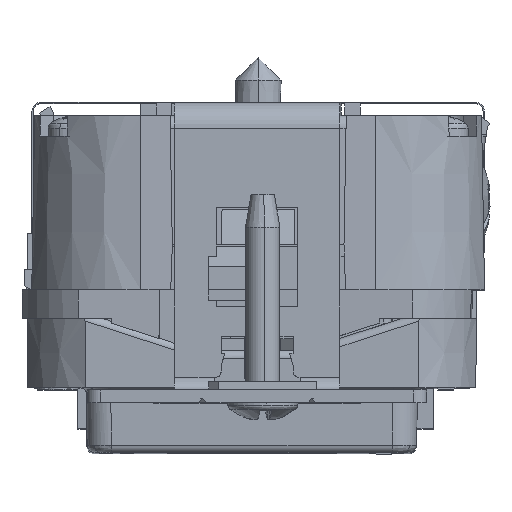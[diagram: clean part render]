
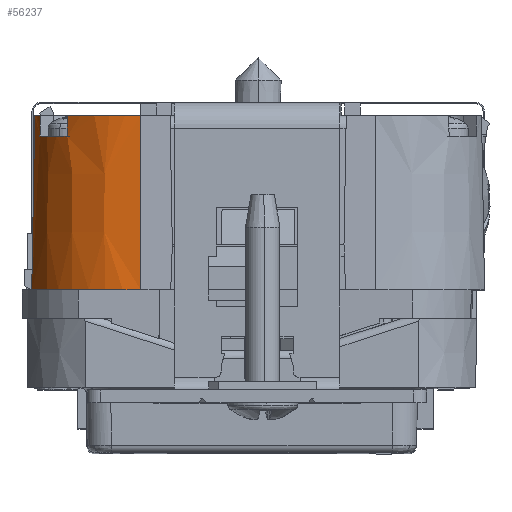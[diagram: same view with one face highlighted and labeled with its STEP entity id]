
A CAD part, top view. The second image highlights one B-rep face of the part: STEP entity #56237.
In plain terms, the highlighted conical face has half-angle 1 degrees and reference radius 10.706 mm.
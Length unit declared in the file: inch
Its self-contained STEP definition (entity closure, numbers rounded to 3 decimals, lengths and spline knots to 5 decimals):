
#3262 = EDGE_CURVE ( 'NONE', #137850, #99389, #147303, .T. ) ;
#3568 = CARTESIAN_POINT ( 'NONE',  ( -1.95362, 0.19293, 2.42571 ) ) ;
#3910 = CARTESIAN_POINT ( 'NONE',  ( -1.54362, 0.20029, 2.7493 ) ) ;
#4678 = DIRECTION ( 'NONE',  ( 0., 0., -1. ) ) ;
#5713 = AXIS2_PLACEMENT_3D ( 'NONE', #220169, #262521, #40014 ) ;
#9137 = ORIENTED_EDGE ( 'NONE', *, *, #258980, .T. ) ;
#14098 = DIRECTION ( 'NONE',  ( 0., 1., 0. ) ) ;
#15724 = VERTEX_POINT ( 'NONE', #23238 ) ;
#23238 = CARTESIAN_POINT ( 'NONE',  ( -1.93293, 0.19293, 2.48948 ) ) ;
#23817 = CIRCLE ( 'NONE', #298219, 0.43326 ) ;
#38094 = VERTEX_POINT ( 'NONE', #315267 ) ;
#39653 = EDGE_CURVE ( 'NONE', #143982, #180058, #126143, .T. ) ;
#40014 = DIRECTION ( 'NONE',  ( 0., 0., -1. ) ) ;
#46180 = CIRCLE ( 'NONE', #149463, 0.43326 ) ;
#48581 = DIRECTION ( 'NONE',  ( 0., 0., 1. ) ) ;
#55631 = CARTESIAN_POINT ( 'NONE',  ( -1.82792, 0.11293, 2.641 ) ) ;
#56237 = ADVANCED_FACE ( 'NONE', ( #85466 ), #324981, .T. ) ;
#64248 = AXIS2_PLACEMENT_3D ( 'NONE', #353711, #186869, #82678 ) ;
#71989 = CARTESIAN_POINT ( 'NONE',  ( -1.96539, -0.48107, 2.42709 ) ) ;
#72647 = ORIENTED_EDGE ( 'NONE', *, *, #184605, .T. ) ;
#82678 = DIRECTION ( 'NONE',  ( 0., 0., -1. ) ) ;
#85466 = FACE_OUTER_BOUND ( 'NONE', #181857, .T. ) ;
#88227 = EDGE_CURVE ( 'NONE', #171993, #295853, #23817, .T. ) ;
#91417 = CARTESIAN_POINT ( 'NONE',  ( -1.95754, -0.03174, 2.42617 ) ) ;
#93045 = B_SPLINE_CURVE_WITH_KNOTS ( 'NONE', 3,
 ( #341849, #280926, #198391, #307846 ),
 .UNSPECIFIED., .F., .F.,
 ( 4, 4 ),
 ( 0.01022, 0.01225 ),
 .UNSPECIFIED. ) ;
#97049 = CARTESIAN_POINT ( 'NONE',  ( -1.82589, 0.19293, 2.64095 ) ) ;
#98511 = CARTESIAN_POINT ( 'NONE',  ( -1.54362, -0.48107, 2.32793 ) ) ;
#99389 = VERTEX_POINT ( 'NONE', #55631 ) ;
#101391 = ORIENTED_EDGE ( 'NONE', *, *, #3262, .F. ) ;
#107510 = ORIENTED_EDGE ( 'NONE', *, *, #39653, .T. ) ;
#114876 = ORIENTED_EDGE ( 'NONE', *, *, #273536, .T. ) ;
#116731 = EDGE_CURVE ( 'NONE', #15724, #38094, #201896, .T. ) ;
#126143 = CIRCLE ( 'NONE', #5713, 0.4215 ) ;
#128956 = DIRECTION ( 'NONE',  ( 0., 0., -1. ) ) ;
#133556 = ORIENTED_EDGE ( 'NONE', *, *, #339739, .T. ) ;
#137850 = VERTEX_POINT ( 'NONE', #270239 ) ;
#140396 = CARTESIAN_POINT ( 'NONE',  ( -1.54362, 0.19293, 2.74943 ) ) ;
#140841 = ORIENTED_EDGE ( 'NONE', *, *, #116731, .T. ) ;
#143982 = VERTEX_POINT ( 'NONE', #140396 ) ;
#147303 = CIRCLE ( 'NONE', #198819, 0.4229 ) ;
#149463 = AXIS2_PLACEMENT_3D ( 'NONE', #98511, #208007, #128956 ) ;
#150544 = CARTESIAN_POINT ( 'NONE',  ( -1.54362, -0.48107, 2.32793 ) ) ;
#166458 = VERTEX_POINT ( 'NONE', #71989 ) ;
#171039 = CARTESIAN_POINT ( 'NONE',  ( -1.54362, -0.48107, 2.76119 ) ) ;
#171993 = VERTEX_POINT ( 'NONE', #178317 ) ;
#173802 = ORIENTED_EDGE ( 'NONE', *, *, #88227, .T. ) ;
#178317 = CARTESIAN_POINT ( 'NONE',  ( -1.74529, -0.48107, 2.7114 ) ) ;
#179342 = CARTESIAN_POINT ( 'NONE',  ( -1.93293, 0.19293, 2.48948 ) ) ;
#180058 = VERTEX_POINT ( 'NONE', #97049 ) ;
#181084 = CARTESIAN_POINT ( 'NONE',  ( -1.93326, 0.1396, 2.49112 ) ) ;
#181857 = EDGE_LOOP ( 'NONE', ( #101391, #133556, #140841, #114876, #354951, #173802, #72647, #107510, #9137 ) ) ;
#183228 = CARTESIAN_POINT ( 'NONE',  ( -1.54362, 0.11293, 2.32793 ) ) ;
#184605 = EDGE_CURVE ( 'NONE', #295853, #143982, #334159, .T. ) ;
#186869 = DIRECTION ( 'NONE',  ( 0., -1., 0. ) ) ;
#198391 = CARTESIAN_POINT ( 'NONE',  ( -1.82724, 0.1396, 2.64099 ) ) ;
#198819 = AXIS2_PLACEMENT_3D ( 'NONE', #183228, #265766, #48581 ) ;
#201896 = CIRCLE ( 'NONE', #64248, 0.4215 ) ;
#208007 = DIRECTION ( 'NONE',  ( 0., 1., 0. ) ) ;
#216572 = DIRECTION ( 'NONE',  ( 0., -1., 0. ) ) ;
#219571 = EDGE_CURVE ( 'NONE', #166458, #171993, #46180, .T. ) ;
#220169 = CARTESIAN_POINT ( 'NONE',  ( -1.54362, 0.19293, 2.32793 ) ) ;
#222906 = DIRECTION ( 'NONE',  ( 0., 1., -0.017 ) ) ;
#227121 = B_SPLINE_CURVE_WITH_KNOTS ( 'NONE', 3,
 ( #3568, #91417, #333814, #279927 ),
 .UNSPECIFIED., .F., .F.,
 ( 4, 4 ),
 ( 0., 0.01712 ),
 .UNSPECIFIED. ) ;
#233064 = DIRECTION ( 'NONE',  ( 0., 0., -1. ) ) ;
#247022 = CARTESIAN_POINT ( 'NONE',  ( -1.54362, 0.19293, 2.32793 ) ) ;
#258980 = EDGE_CURVE ( 'NONE', #180058, #99389, #93045, .T. ) ;
#262521 = DIRECTION ( 'NONE',  ( 0., -1., 0. ) ) ;
#265766 = DIRECTION ( 'NONE',  ( 0., 1., 0. ) ) ;
#270239 = CARTESIAN_POINT ( 'NONE',  ( -1.93342, 0.11293, 2.49194 ) ) ;
#273536 = EDGE_CURVE ( 'NONE', #38094, #166458, #227121, .T. ) ;
#279927 = CARTESIAN_POINT ( 'NONE',  ( -1.96539, -0.48107, 2.42709 ) ) ;
#280926 = CARTESIAN_POINT ( 'NONE',  ( -1.82657, 0.16626, 2.64097 ) ) ;
#295853 = VERTEX_POINT ( 'NONE', #171039 ) ;
#298219 = AXIS2_PLACEMENT_3D ( 'NONE', #150544, #14098, #233064 ) ;
#302157 = AXIS2_PLACEMENT_3D ( 'NONE', #247022, #216572, #4678 ) ;
#307846 = CARTESIAN_POINT ( 'NONE',  ( -1.82792, 0.11293, 2.641 ) ) ;
#315267 = CARTESIAN_POINT ( 'NONE',  ( -1.95362, 0.19293, 2.42571 ) ) ;
#318341 = VECTOR ( 'NONE', #222906, 39.37008 ) ;
#324981 = CONICAL_SURFACE ( 'NONE', #302157, 0.4215, 0.017 ) ;
#330618 = B_SPLINE_CURVE_WITH_KNOTS ( 'NONE', 3,
 ( #337323, #181084, #339106, #179342 ),
 .UNSPECIFIED., .F., .F.,
 ( 4, 4 ),
 ( 0.01023, 0.01226 ),
 .UNSPECIFIED. ) ;
#333814 = CARTESIAN_POINT ( 'NONE',  ( -1.96147, -0.2564, 2.42663 ) ) ;
#334159 = LINE ( 'NONE', #3910, #318341 ) ;
#337323 = CARTESIAN_POINT ( 'NONE',  ( -1.93342, 0.11293, 2.49194 ) ) ;
#339106 = CARTESIAN_POINT ( 'NONE',  ( -1.93309, 0.16626, 2.4903 ) ) ;
#339739 = EDGE_CURVE ( 'NONE', #137850, #15724, #330618, .T. ) ;
#341849 = CARTESIAN_POINT ( 'NONE',  ( -1.82589, 0.19293, 2.64095 ) ) ;
#353711 = CARTESIAN_POINT ( 'NONE',  ( -1.54362, 0.19293, 2.32793 ) ) ;
#354951 = ORIENTED_EDGE ( 'NONE', *, *, #219571, .T. ) ;
